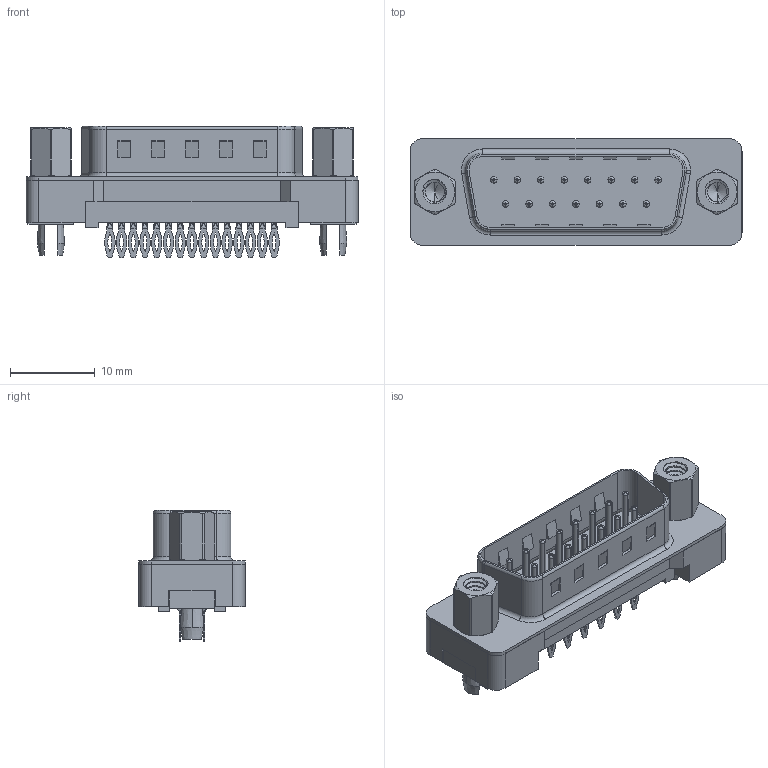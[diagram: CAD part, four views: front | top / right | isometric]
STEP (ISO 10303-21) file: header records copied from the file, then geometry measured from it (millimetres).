
FILE_DESCRIPTION (( 'STEP AP203' ), '1' );
FILE_NAME ('627-015-626-217.STEP', '2020-07-16T00:17:16', ( '' ), ( '' ), 'SwSTEP 2.0', 'SolidWorks 2020', '' );
FILE_SCHEMA (( 'CONFIG_CONTROL_DESIGN' ));
Length unit declared in the file: millimetre
Products named in the file (7): 627 PB Contact Row 2_26; 627-015-626-217; 627 4-40 Hex Standoff; 627 Plastic Body Housing_15 Contacts; 627 PB 4-40 Threaded Rivet with Boardlock; 627 PB Shell_15 Contacts; 627 PB Contact Row 1_26
Assembly tree (21 placements, depth 2):
  627-015-626-217
    627 Plastic Body Housing_15 Contacts
    627 PB Shell_15 Contacts
    627 PB Contact Row 1_26  x8
    627 PB Contact Row 2_26  x7
    627 4-40 Hex Standoff  x2
    627 PB 4-40 Threaded Rivet with Boardlock  x2
Bounding box: 39.19 x 12.6 x 15.55 mm (x, y, z)
Volume: 2225 mm3; surface area: 4829.5 mm2
Topology: 21 solids, 21 shells, 1498 faces, 3917 edges, 2489 vertices
Faces by surface type: plane 848, cylinder 466, bspline 78, torus 64, cone 42
Entity records: 24262 total; most frequent: CARTESIAN_POINT 7668, ORIENTED_EDGE 3272, DIRECTION 3150, EDGE_CURVE 1636, LINE 1080, VECTOR 1080, VERTEX_POINT 1055, AXIS2_PLACEMENT_3D 1035
